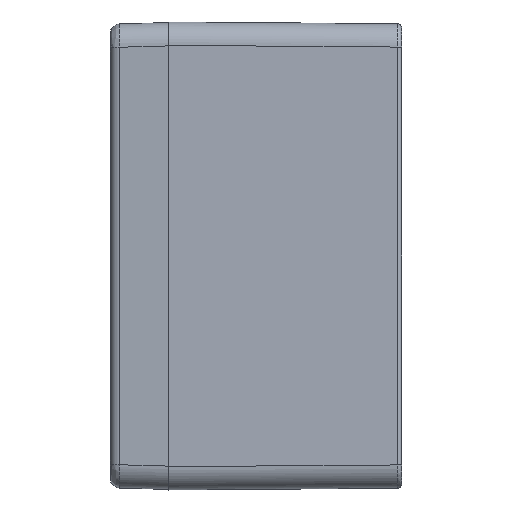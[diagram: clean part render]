
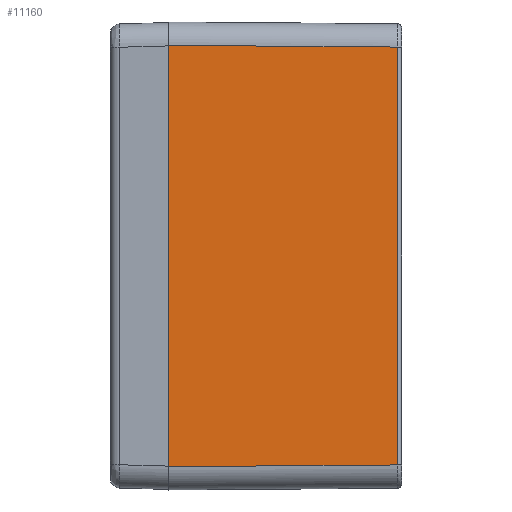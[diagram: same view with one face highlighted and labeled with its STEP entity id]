
A CAD part, left-side view. The second image highlights one B-rep face of the part: STEP entity #11160.
In plain terms, the highlighted planar face has unit normal (-1, -0.007, 0).
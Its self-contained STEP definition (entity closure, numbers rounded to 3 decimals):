
#454 = AXIS2_PLACEMENT_3D ( 'NONE', #2906, #461, #24152 ) ;
#461 = DIRECTION ( 'NONE',  ( 1., 0.007, 0. ) ) ;
#2906 = CARTESIAN_POINT ( 'NONE',  ( -99.925, -30., 0. ) ) ;
#3003 = ORIENTED_EDGE ( 'NONE', *, *, #13967, .T. ) ;
#6226 = CARTESIAN_POINT ( 'NONE',  ( -99.856, -39.206, -53.856 ) ) ;
#6576 = EDGE_CURVE ( 'NONE', #27729, #26479, #17342, .T. ) ;
#6889 = CARTESIAN_POINT ( 'NONE',  ( -100.15, 0., -54.15 ) ) ;
#6924 = EDGE_LOOP ( 'NONE', ( #3003, #9548, #12913, #15155 ) ) ;
#6977 = CARTESIAN_POINT ( 'NONE',  ( -100.15, 0., 54.15 ) ) ;
#7241 = CARTESIAN_POINT ( 'NONE',  ( -99.709, -58.809, -17.903 ) ) ;
#7852 = CARTESIAN_POINT ( 'NONE',  ( -99.856, -39.206, 53.856 ) ) ;
#8022 = B_SPLINE_CURVE_WITH_KNOTS ( 'NONE', 3,
 ( #23289, #30590, #7241, #17363 ),
 .UNSPECIFIED., .F., .F.,
 ( 4, 4 ),
 ( 0., 1. ),
 .UNSPECIFIED. ) ;
#8461 = EDGE_CURVE ( 'NONE', #32821, #26479, #13822, .T. ) ;
#9548 = ORIENTED_EDGE ( 'NONE', *, *, #6576, .T. ) ;
#11160 = ADVANCED_FACE ( 'NONE', ( #30034 ), #16126, .F. ) ;
#12854 = CARTESIAN_POINT ( 'NONE',  ( -99.709, -58.809, 53.709 ) ) ;
#12913 = ORIENTED_EDGE ( 'NONE', *, *, #8461, .F. ) ;
#13822 = B_SPLINE_CURVE_WITH_KNOTS ( 'NONE', 3,
 ( #30237, #6226, #27978, #6889 ),
 .UNSPECIFIED., .F., .F.,
 ( 4, 4 ),
 ( 0., 1. ),
 .UNSPECIFIED. ) ;
#13967 = EDGE_CURVE ( 'NONE', #29174, #27729, #27719, .T. ) ;
#15155 = ORIENTED_EDGE ( 'NONE', *, *, #29499, .F. ) ;
#16039 = CARTESIAN_POINT ( 'NONE',  ( -100.003, -19.603, 54.003 ) ) ;
#16126 = PLANE ( 'NONE',  #454 ) ;
#17342 = LINE ( 'NONE', #28134, #26932 ) ;
#17363 = CARTESIAN_POINT ( 'NONE',  ( -99.709, -58.809, -53.709 ) ) ;
#22757 = DIRECTION ( 'NONE',  ( 0., 0., -1. ) ) ;
#23289 = CARTESIAN_POINT ( 'NONE',  ( -99.709, -58.809, 53.709 ) ) ;
#23585 = CARTESIAN_POINT ( 'NONE',  ( -99.709, -58.809, -53.709 ) ) ;
#24152 = DIRECTION ( 'NONE',  ( 0., 0., -1. ) ) ;
#26479 = VERTEX_POINT ( 'NONE', #32823 ) ;
#26932 = VECTOR ( 'NONE', #22757, 1000. ) ;
#27719 = B_SPLINE_CURVE_WITH_KNOTS ( 'NONE', 3,
 ( #29618, #7852, #16039, #29786 ),
 .UNSPECIFIED., .F., .F.,
 ( 4, 4 ),
 ( 0., 1. ),
 .UNSPECIFIED. ) ;
#27729 = VERTEX_POINT ( 'NONE', #6977 ) ;
#27978 = CARTESIAN_POINT ( 'NONE',  ( -100.003, -19.603, -54.003 ) ) ;
#28134 = CARTESIAN_POINT ( 'NONE',  ( -100.15, 0., 54.15 ) ) ;
#29174 = VERTEX_POINT ( 'NONE', #12854 ) ;
#29499 = EDGE_CURVE ( 'NONE', #29174, #32821, #8022, .T. ) ;
#29618 = CARTESIAN_POINT ( 'NONE',  ( -99.709, -58.809, 53.709 ) ) ;
#29786 = CARTESIAN_POINT ( 'NONE',  ( -100.15, 0., 54.15 ) ) ;
#30034 = FACE_OUTER_BOUND ( 'NONE', #6924, .T. ) ;
#30237 = CARTESIAN_POINT ( 'NONE',  ( -99.709, -58.809, -53.709 ) ) ;
#30590 = CARTESIAN_POINT ( 'NONE',  ( -99.709, -58.809, 17.903 ) ) ;
#32821 = VERTEX_POINT ( 'NONE', #23585 ) ;
#32823 = CARTESIAN_POINT ( 'NONE',  ( -100.15, 0., -54.15 ) ) ;
